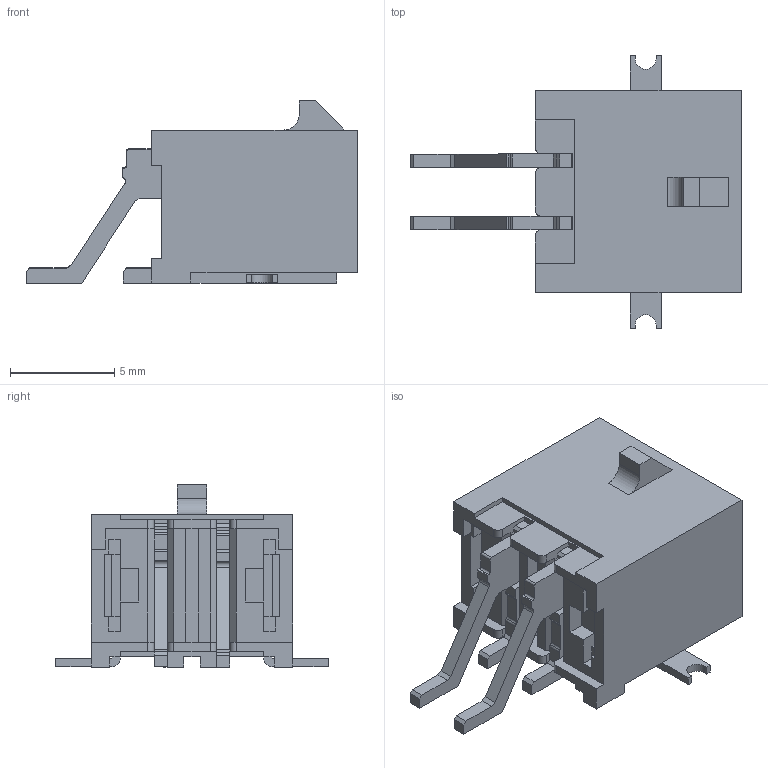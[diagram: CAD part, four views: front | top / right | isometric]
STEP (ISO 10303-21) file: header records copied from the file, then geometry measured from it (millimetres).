
FILE_DESCRIPTION(/* description */ ('Unknown'),/* implementation_level */ '2;1');
FILE_NAME(/* name */ '662004231724',/* time_stamp */ '2022-11-30T16:52:25+01:00',/* author */ ('Unknown'),/* organization */ ('Unknown'),/* preprocessor_version */ 'ST-DEVELOPER v18.102',/* originating_system */ 'Solid Edge',/* authorisation */ 'Unknown');
FILE_SCHEMA (('AUTOMOTIVE_DESIGN {1 0 10303 214 3 1 1}'));
Length unit declared in the file: millimetre
Products named in the file (5): 6620xx231724; 662004231722; 6620xx231722_PATTE; 6620xx231724_PIN_COURTE; 6620xx231724_PIN_LONGUE
Assembly tree (7 placements, depth 2):
  6620xx231724
    662004231722
    6620xx231722_PATTE  x2
    6620xx231724_PIN_COURTE  x2
    6620xx231724_PIN_LONGUE  x2
Bounding box: 15.9 x 13.1 x 8.76 mm (x, y, z)
Volume: 470.1 mm3; surface area: 1281.6 mm2
Topology: 7 solids, 7 shells, 316 faces, 883 edges, 578 vertices
Faces by surface type: plane 287, cylinder 29
Entity records: 8122 total; most frequent: CARTESIAN_POINT 1361, ORIENTED_EDGE 1348, DIRECTION 1198, EDGE_CURVE 674, LINE 636, VECTOR 636, VERTEX_POINT 444, AXIS2_PLACEMENT_3D 281
